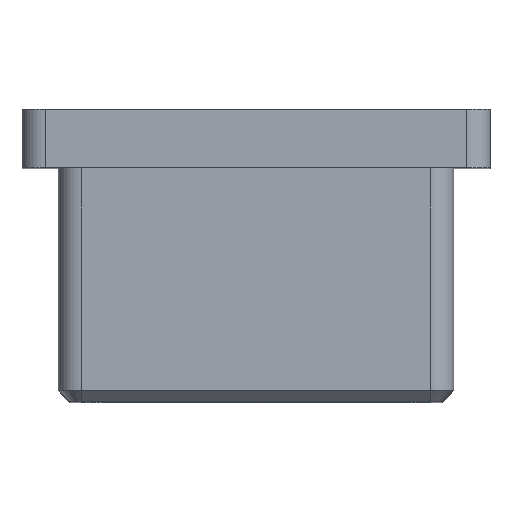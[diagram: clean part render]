
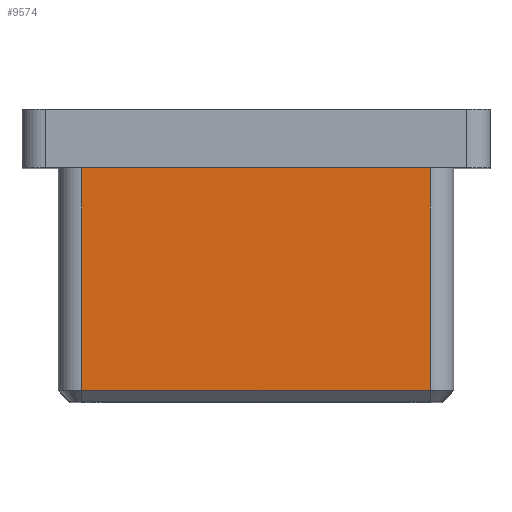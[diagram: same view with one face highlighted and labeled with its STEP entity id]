
A CAD part, top view. The second image highlights one B-rep face of the part: STEP entity #9574.
In plain terms, the highlighted planar face has unit normal (0, 0, 1).
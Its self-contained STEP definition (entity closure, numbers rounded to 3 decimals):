
#574 = ORIENTED_EDGE ( 'NONE', *, *, #16144, .T. ) ;
#1093 = VECTOR ( 'NONE', #9626, 1000. ) ;
#2441 = DIRECTION ( 'NONE',  ( -1., 0., 0. ) ) ;
#2727 = ORIENTED_EDGE ( 'NONE', *, *, #2897, .T. ) ;
#2843 = DIRECTION ( 'NONE',  ( -1., 0., 0. ) ) ;
#2897 = EDGE_CURVE ( 'NONE', #5514, #15802, #6264, .T. ) ;
#3056 = CARTESIAN_POINT ( 'NONE',  ( 14.9, 0., 16.9 ) ) ;
#3333 = VECTOR ( 'NONE', #12449, 1000. ) ;
#4055 = CARTESIAN_POINT ( 'NONE',  ( -14.9, 0., 16.9 ) ) ;
#4778 = VECTOR ( 'NONE', #2843, 1000. ) ;
#5128 = ORIENTED_EDGE ( 'NONE', *, *, #10057, .T. ) ;
#5165 = CARTESIAN_POINT ( 'NONE',  ( -16.9, -20., 16.9 ) ) ;
#5181 = DIRECTION ( 'NONE',  ( 0., 1., 0. ) ) ;
#5391 = FACE_OUTER_BOUND ( 'NONE', #12665, .T. ) ;
#5514 = VERTEX_POINT ( 'NONE', #11802 ) ;
#6264 = LINE ( 'NONE', #7071, #3333 ) ;
#6311 = AXIS2_PLACEMENT_3D ( 'NONE', #5165, #11722, #2441 ) ;
#7071 = CARTESIAN_POINT ( 'NONE',  ( 14.9, -19., 16.9 ) ) ;
#7145 = CARTESIAN_POINT ( 'NONE',  ( 14.9, -19., 16.9 ) ) ;
#8115 = CARTESIAN_POINT ( 'NONE',  ( -16.9, 0., 16.9 ) ) ;
#8253 = VECTOR ( 'NONE', #5181, 1000. ) ;
#9574 = ADVANCED_FACE ( 'NONE', ( #5391 ), #17254, .F. ) ;
#9626 = DIRECTION ( 'NONE',  ( 0., -1., 0. ) ) ;
#10057 = EDGE_CURVE ( 'NONE', #14964, #16612, #17322, .T. ) ;
#10301 = ORIENTED_EDGE ( 'NONE', *, *, #15255, .T. ) ;
#11722 = DIRECTION ( 'NONE',  ( 0., 0., -1. ) ) ;
#11802 = CARTESIAN_POINT ( 'NONE',  ( -14.9, -19., 16.9 ) ) ;
#12449 = DIRECTION ( 'NONE',  ( 1., 0., 0. ) ) ;
#12665 = EDGE_LOOP ( 'NONE', ( #574, #2727, #10301, #5128 ) ) ;
#13747 = CARTESIAN_POINT ( 'NONE',  ( -14.9, -20., 16.9 ) ) ;
#14964 = VERTEX_POINT ( 'NONE', #3056 ) ;
#15255 = EDGE_CURVE ( 'NONE', #15802, #14964, #16637, .T. ) ;
#15802 = VERTEX_POINT ( 'NONE', #7145 ) ;
#16144 = EDGE_CURVE ( 'NONE', #16612, #5514, #16620, .T. ) ;
#16612 = VERTEX_POINT ( 'NONE', #4055 ) ;
#16620 = LINE ( 'NONE', #13747, #1093 ) ;
#16637 = LINE ( 'NONE', #17270, #8253 ) ;
#17254 = PLANE ( 'NONE',  #6311 ) ;
#17270 = CARTESIAN_POINT ( 'NONE',  ( 14.9, -20., 16.9 ) ) ;
#17322 = LINE ( 'NONE', #8115, #4778 ) ;
